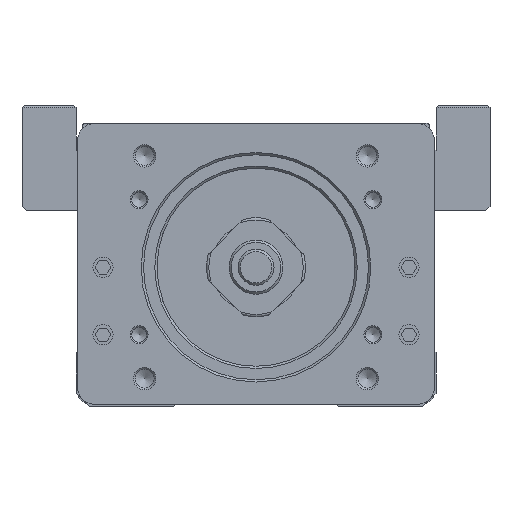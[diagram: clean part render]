
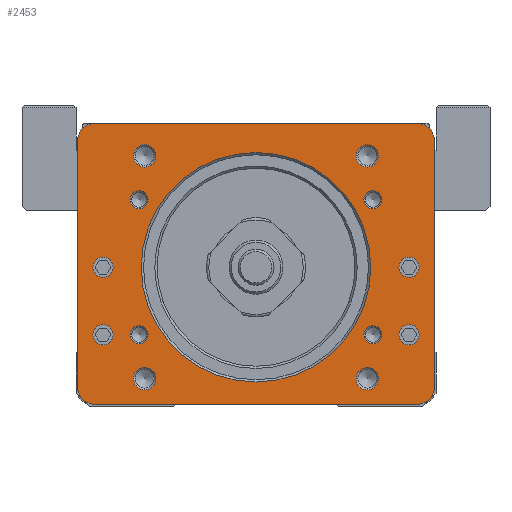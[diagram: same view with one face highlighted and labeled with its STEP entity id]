
A CAD part, front view. The second image highlights one B-rep face of the part: STEP entity #2453.
In plain terms, the highlighted planar face has unit normal (0, -1, 0).
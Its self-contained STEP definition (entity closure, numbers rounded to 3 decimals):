
#2453=ADVANCED_FACE('',(#11473,#11474,#11475,#11476,#11477,#11478,#11479,
#11480,#11481,#11482,#11483,#11484,#11485,#11486),#4168,.T.);
#4168=PLANE('',#31149);
#5416=LINE('',#42463,#8425);
#5619=LINE('',#43328,#8628);
#5628=LINE('',#43348,#8637);
#5649=LINE('',#43419,#8658);
#8425=VECTOR('',#33902,1.);
#8628=VECTOR('',#34429,1.);
#8637=VECTOR('',#34444,1.);
#8658=VECTOR('',#34509,1.);
#11473=FACE_BOUND('',#12597,.T.);
#11474=FACE_BOUND('',#12598,.T.);
#11475=FACE_BOUND('',#12599,.T.);
#11476=FACE_BOUND('',#12600,.T.);
#11477=FACE_BOUND('',#12601,.T.);
#11478=FACE_BOUND('',#12602,.T.);
#11479=FACE_BOUND('',#12603,.T.);
#11480=FACE_BOUND('',#12604,.T.);
#11481=FACE_BOUND('',#12605,.T.);
#11482=FACE_BOUND('',#12606,.T.);
#11483=FACE_BOUND('',#12607,.T.);
#11484=FACE_BOUND('',#12608,.T.);
#11485=FACE_BOUND('',#12609,.T.);
#11486=FACE_BOUND('',#12610,.T.);
#12597=EDGE_LOOP('',(#15561));
#12598=EDGE_LOOP('',(#15562));
#12599=EDGE_LOOP('',(#15563));
#12600=EDGE_LOOP('',(#15564));
#12601=EDGE_LOOP('',(#15565));
#12602=EDGE_LOOP('',(#15566));
#12603=EDGE_LOOP('',(#15567));
#12604=EDGE_LOOP('',(#15568));
#12605=EDGE_LOOP('',(#15569));
#12606=EDGE_LOOP('',(#15570));
#12607=EDGE_LOOP('',(#15571));
#12608=EDGE_LOOP('',(#15572));
#12609=EDGE_LOOP('',(#15573));
#12610=EDGE_LOOP('',(#15574,#15575,#15576,#15577,#15578,#15579,#15580,#15581));
#15561=ORIENTED_EDGE('',*,*,#26363,.T.);
#15562=ORIENTED_EDGE('',*,*,#26364,.T.);
#15563=ORIENTED_EDGE('',*,*,#26365,.T.);
#15564=ORIENTED_EDGE('',*,*,#26366,.T.);
#15565=ORIENTED_EDGE('',*,*,#26367,.T.);
#15566=ORIENTED_EDGE('',*,*,#26368,.T.);
#15567=ORIENTED_EDGE('',*,*,#26369,.T.);
#15568=ORIENTED_EDGE('',*,*,#26370,.T.);
#15569=ORIENTED_EDGE('',*,*,#26371,.T.);
#15570=ORIENTED_EDGE('',*,*,#26372,.T.);
#15571=ORIENTED_EDGE('',*,*,#26373,.T.);
#15572=ORIENTED_EDGE('',*,*,#26374,.T.);
#15573=ORIENTED_EDGE('',*,*,#26375,.T.);
#15574=ORIENTED_EDGE('',*,*,#26347,.T.);
#15575=ORIENTED_EDGE('',*,*,#25988,.T.);
#15576=ORIENTED_EDGE('',*,*,#26348,.T.);
#15577=ORIENTED_EDGE('',*,*,#26321,.T.);
#15578=ORIENTED_EDGE('',*,*,#26351,.T.);
#15579=ORIENTED_EDGE('',*,*,#26358,.T.);
#15580=ORIENTED_EDGE('',*,*,#26362,.T.);
#15581=ORIENTED_EDGE('',*,*,#26311,.T.);
#23066=VERTEX_POINT('',#42462);
#23067=VERTEX_POINT('',#42464);
#23342=VERTEX_POINT('',#43327);
#23343=VERTEX_POINT('',#43329);
#23350=VERTEX_POINT('',#43347);
#23351=VERTEX_POINT('',#43349);
#23372=VERTEX_POINT('',#43404);
#23378=VERTEX_POINT('',#43418);
#23379=VERTEX_POINT('',#43427);
#23380=VERTEX_POINT('',#43429);
#23381=VERTEX_POINT('',#43431);
#23382=VERTEX_POINT('',#43433);
#23383=VERTEX_POINT('',#43435);
#23384=VERTEX_POINT('',#43437);
#23385=VERTEX_POINT('',#43439);
#23386=VERTEX_POINT('',#43441);
#23387=VERTEX_POINT('',#43443);
#23388=VERTEX_POINT('',#43445);
#23389=VERTEX_POINT('',#43447);
#23390=VERTEX_POINT('',#43449);
#23391=VERTEX_POINT('',#43451);
#25988=EDGE_CURVE('',#23067,#23066,#5416,.T.);
#26311=EDGE_CURVE('',#23343,#23342,#5619,.T.);
#26321=EDGE_CURVE('',#23351,#23350,#5628,.T.);
#26347=EDGE_CURVE('',#23342,#23067,#30054,.T.);
#26348=EDGE_CURVE('',#23066,#23351,#30055,.T.);
#26351=EDGE_CURVE('',#23350,#23372,#30057,.T.);
#26358=EDGE_CURVE('',#23372,#23378,#5649,.T.);
#26362=EDGE_CURVE('',#23378,#23343,#30059,.T.);
#26363=EDGE_CURVE('',#23379,#23379,#30060,.T.);
#26364=EDGE_CURVE('',#23380,#23380,#30061,.T.);
#26365=EDGE_CURVE('',#23381,#23381,#30062,.T.);
#26366=EDGE_CURVE('',#23382,#23382,#30063,.T.);
#26367=EDGE_CURVE('',#23383,#23383,#30064,.T.);
#26368=EDGE_CURVE('',#23384,#23384,#30065,.T.);
#26369=EDGE_CURVE('',#23385,#23385,#30066,.T.);
#26370=EDGE_CURVE('',#23386,#23386,#30067,.T.);
#26371=EDGE_CURVE('',#23387,#23387,#30068,.T.);
#26372=EDGE_CURVE('',#23388,#23388,#30069,.T.);
#26373=EDGE_CURVE('',#23389,#23389,#30070,.T.);
#26374=EDGE_CURVE('',#23390,#23390,#30071,.T.);
#26375=EDGE_CURVE('',#23391,#23391,#30072,.T.);
#30054=CIRCLE('',#31125,4.);
#30055=CIRCLE('',#31127,4.);
#30057=CIRCLE('',#31130,4.);
#30059=CIRCLE('',#31134,4.);
#30060=CIRCLE('',#31136,25.5);
#30061=CIRCLE('',#31137,2.5);
#30062=CIRCLE('',#31138,2.5);
#30063=CIRCLE('',#31139,2.5);
#30064=CIRCLE('',#31140,2.5);
#30065=CIRCLE('',#31141,2.);
#30066=CIRCLE('',#31142,2.);
#30067=CIRCLE('',#31143,2.);
#30068=CIRCLE('',#31144,2.);
#30069=CIRCLE('',#31145,2.25);
#30070=CIRCLE('',#31146,2.25);
#30071=CIRCLE('',#31147,2.25);
#30072=CIRCLE('',#31148,2.25);
#31125=AXIS2_PLACEMENT_3D('',#43397,#34488,#34489);
#31127=AXIS2_PLACEMENT_3D('',#43399,#34492,#34493);
#31130=AXIS2_PLACEMENT_3D('',#43405,#34499,#34500);
#31134=AXIS2_PLACEMENT_3D('',#43424,#34516,#34517);
#31136=AXIS2_PLACEMENT_3D('',#43426,#34520,#34521);
#31137=AXIS2_PLACEMENT_3D('',#43428,#34522,#34523);
#31138=AXIS2_PLACEMENT_3D('',#43430,#34524,#34525);
#31139=AXIS2_PLACEMENT_3D('',#43432,#34526,#34527);
#31140=AXIS2_PLACEMENT_3D('',#43434,#34528,#34529);
#31141=AXIS2_PLACEMENT_3D('',#43436,#34530,#34531);
#31142=AXIS2_PLACEMENT_3D('',#43438,#34532,#34533);
#31143=AXIS2_PLACEMENT_3D('',#43440,#34534,#34535);
#31144=AXIS2_PLACEMENT_3D('',#43442,#34536,#34537);
#31145=AXIS2_PLACEMENT_3D('',#43444,#34538,#34539);
#31146=AXIS2_PLACEMENT_3D('',#43446,#34540,#34541);
#31147=AXIS2_PLACEMENT_3D('',#43448,#34542,#34543);
#31148=AXIS2_PLACEMENT_3D('',#43450,#34544,#34545);
#31149=AXIS2_PLACEMENT_3D('',#43452,#34546,#34547);
#33902=DIRECTION('',(1.,0.,0.));
#34429=DIRECTION('',(0.,0.,-1.));
#34444=DIRECTION('',(0.,0.,1.));
#34488=DIRECTION('',(0.,-1.,0.));
#34489=DIRECTION('',(1.,0.,0.));
#34492=DIRECTION('',(0.,-1.,0.));
#34493=DIRECTION('',(1.,0.,0.));
#34499=DIRECTION('',(0.,-1.,0.));
#34500=DIRECTION('',(1.,0.,0.));
#34509=DIRECTION('',(-1.,0.,0.));
#34516=DIRECTION('',(0.,-1.,0.));
#34517=DIRECTION('',(1.,0.,0.));
#34520=DIRECTION('',(0.,1.,0.));
#34521=DIRECTION('',(0.,0.,-1.));
#34522=DIRECTION('',(0.,1.,0.));
#34523=DIRECTION('',(0.,0.,-1.));
#34524=DIRECTION('',(0.,1.,0.));
#34525=DIRECTION('',(0.,0.,-1.));
#34526=DIRECTION('',(0.,1.,0.));
#34527=DIRECTION('',(0.,0.,-1.));
#34528=DIRECTION('',(0.,1.,0.));
#34529=DIRECTION('',(0.,0.,-1.));
#34530=DIRECTION('',(0.,1.,0.));
#34531=DIRECTION('',(0.,0.,-1.));
#34532=DIRECTION('',(0.,1.,0.));
#34533=DIRECTION('',(0.,0.,-1.));
#34534=DIRECTION('',(0.,1.,0.));
#34535=DIRECTION('',(0.,0.,-1.));
#34536=DIRECTION('',(0.,1.,0.));
#34537=DIRECTION('',(0.,0.,-1.));
#34538=DIRECTION('',(0.,1.,0.));
#34539=DIRECTION('',(0.,0.,-1.));
#34540=DIRECTION('',(0.,1.,0.));
#34541=DIRECTION('',(0.,0.,-1.));
#34542=DIRECTION('',(0.,1.,0.));
#34543=DIRECTION('',(0.,0.,-1.));
#34544=DIRECTION('',(0.,1.,0.));
#34545=DIRECTION('',(0.,0.,-1.));
#34546=DIRECTION('',(0.,-1.,0.));
#34547=DIRECTION('',(0.,0.,1.));
#42462=CARTESIAN_POINT('',(35.7,-243.7,-18.5));
#42463=CARTESIAN_POINT('',(-35.7,-243.7,-18.5));
#42464=CARTESIAN_POINT('',(-35.7,-243.7,-18.5));
#43327=CARTESIAN_POINT('',(-39.7,-243.7,-14.5));
#43328=CARTESIAN_POINT('',(-39.7,-243.7,40.));
#43329=CARTESIAN_POINT('',(-39.7,-243.7,40.));
#43347=CARTESIAN_POINT('',(39.7,-243.7,40.));
#43348=CARTESIAN_POINT('',(39.7,-243.7,-14.5));
#43349=CARTESIAN_POINT('',(39.7,-243.7,-14.5));
#43397=CARTESIAN_POINT('',(-35.7,-243.7,-14.5));
#43399=CARTESIAN_POINT('',(35.7,-243.7,-14.5));
#43404=CARTESIAN_POINT('',(35.7,-243.7,44.));
#43405=CARTESIAN_POINT('',(35.7,-243.7,40.));
#43418=CARTESIAN_POINT('',(-35.7,-243.7,44.));
#43419=CARTESIAN_POINT('',(35.7,-243.7,44.));
#43424=CARTESIAN_POINT('',(-35.7,-243.7,40.));
#43426=CARTESIAN_POINT('',(0.,-243.7,12.));
#43427=CARTESIAN_POINT('',(0.,-243.7,-13.5));
#43428=CARTESIAN_POINT('',(-24.749,-243.7,36.749));
#43429=CARTESIAN_POINT('',(-24.749,-243.7,34.249));
#43430=CARTESIAN_POINT('',(-24.749,-243.7,-12.749));
#43431=CARTESIAN_POINT('',(-24.749,-243.7,-15.249));
#43432=CARTESIAN_POINT('',(24.749,-243.7,-12.749));
#43433=CARTESIAN_POINT('',(24.749,-243.7,-15.249));
#43434=CARTESIAN_POINT('',(24.749,-243.7,36.749));
#43435=CARTESIAN_POINT('',(24.749,-243.7,34.249));
#43436=CARTESIAN_POINT('',(25.981,-243.7,-3.));
#43437=CARTESIAN_POINT('',(25.981,-243.7,-5.));
#43438=CARTESIAN_POINT('',(25.981,-243.7,27.));
#43439=CARTESIAN_POINT('',(25.981,-243.7,25.));
#43440=CARTESIAN_POINT('',(-25.981,-243.7,-3.));
#43441=CARTESIAN_POINT('',(-25.981,-243.7,-5.));
#43442=CARTESIAN_POINT('',(-25.981,-243.7,27.));
#43443=CARTESIAN_POINT('',(-25.981,-243.7,25.));
#43444=CARTESIAN_POINT('',(-34.,-243.7,-3.));
#43445=CARTESIAN_POINT('',(-34.,-243.7,-5.25));
#43446=CARTESIAN_POINT('',(-34.,-243.7,12.));
#43447=CARTESIAN_POINT('',(-34.,-243.7,9.75));
#43448=CARTESIAN_POINT('',(34.,-243.7,-3.));
#43449=CARTESIAN_POINT('',(34.,-243.7,-5.25));
#43450=CARTESIAN_POINT('',(34.,-243.7,12.));
#43451=CARTESIAN_POINT('',(34.,-243.7,9.75));
#43452=CARTESIAN_POINT('',(-35.7,-243.7,-14.5));
